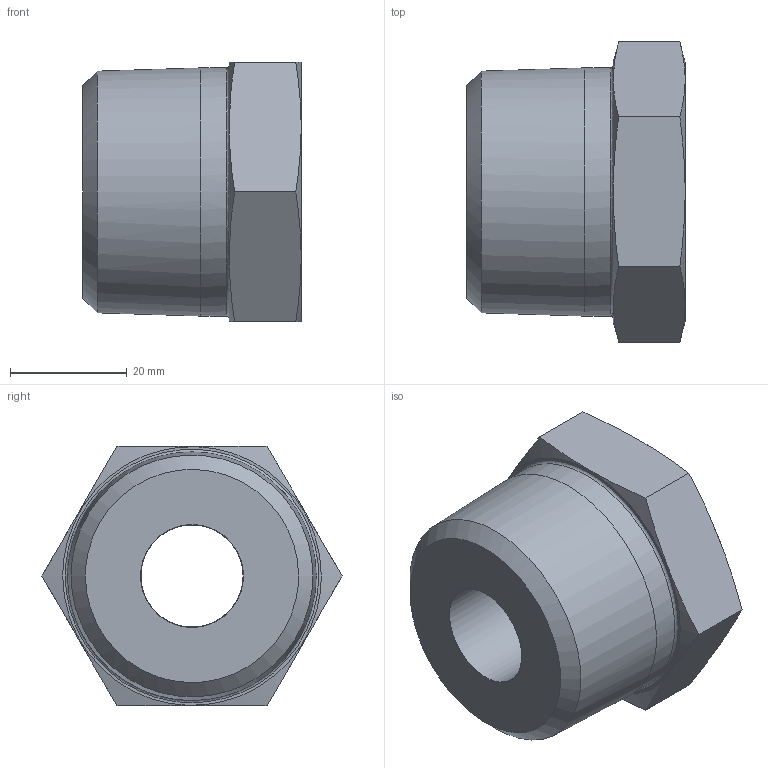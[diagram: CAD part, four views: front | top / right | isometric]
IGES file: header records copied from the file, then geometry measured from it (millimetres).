
Global section: file name: 1 1'4 X 1'2 PTR; native system: Autodesk Inventor 2016; preprocessor: unknown; author: 521589; date: 20170822.131549; units: inch
Bounding box: 37.34 x 51.33 x 44.45 mm (x, y, z)
Volume: 45968.1 mm3; surface area: 9753 mm2
Topology: 1 solids, 1 shells, 24 faces, 59 edges, 38 vertices
Faces by surface type: bspline 24
